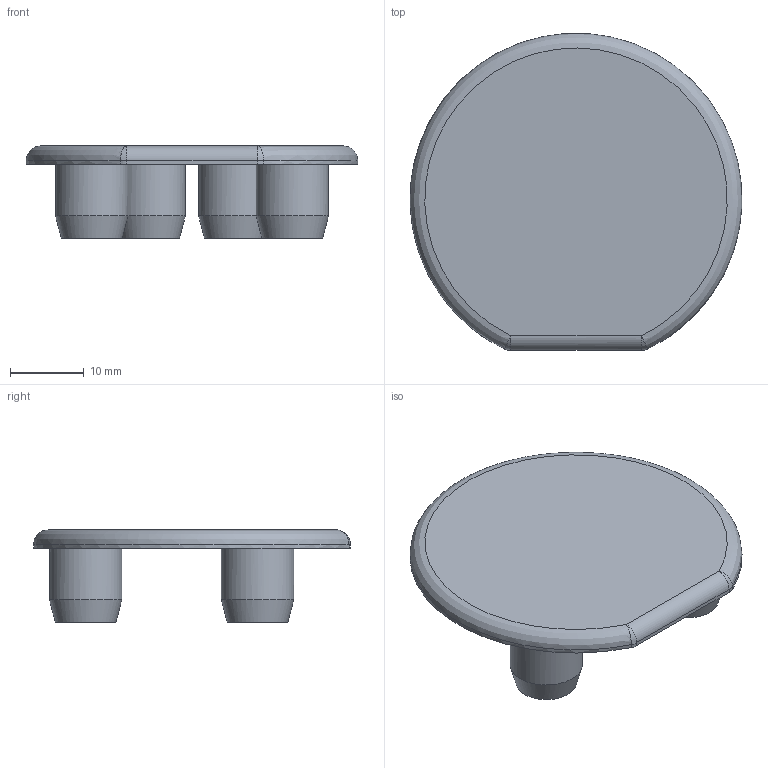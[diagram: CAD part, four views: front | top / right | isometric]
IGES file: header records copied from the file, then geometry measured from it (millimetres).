
Global section: file name: 224345; native system: Autodesk Inventor 2021; preprocessor: unknown; author: aluteckkpl_tw; date: 20221005.083428; units: millimetre
Bounding box: 44.98 x 42.96 x 12.5 mm (x, y, z)
Volume: 4766.1 mm3; surface area: 5467.2 mm2
Topology: 1 solids, 1 shells, 30 faces, 52 edges, 30 vertices
Faces by surface type: bspline 30
